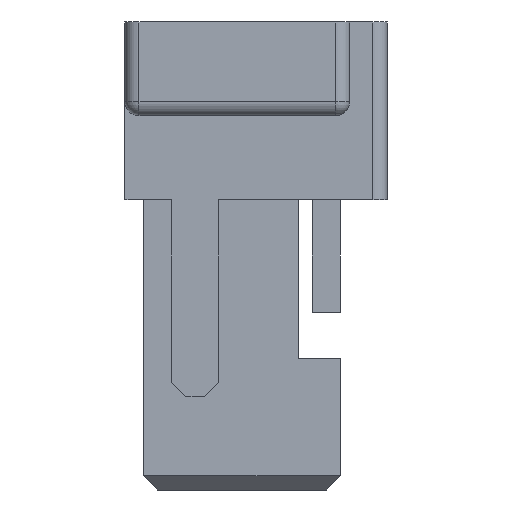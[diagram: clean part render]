
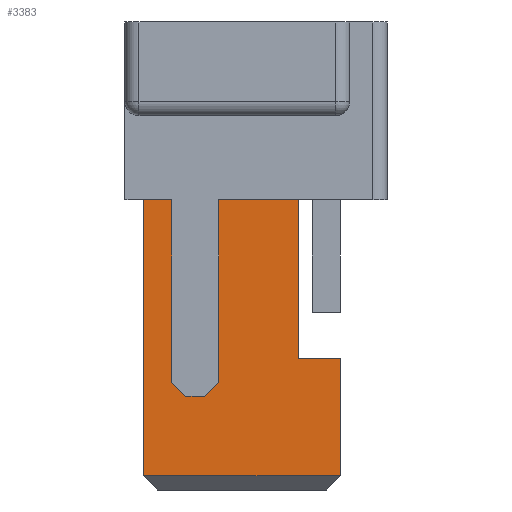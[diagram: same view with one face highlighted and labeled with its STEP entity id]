
A CAD part, left-side view. The second image highlights one B-rep face of the part: STEP entity #3383.
In plain terms, the highlighted planar face has unit normal (-1, 0, 0).
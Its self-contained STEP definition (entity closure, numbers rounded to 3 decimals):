
#153=ORIENTED_EDGE('',*,*,#1070,.F.);
#154=ORIENTED_EDGE('',*,*,#1157,.F.);
#155=ORIENTED_EDGE('',*,*,#1158,.T.);
#156=ORIENTED_EDGE('',*,*,#1159,.F.);
#157=ORIENTED_EDGE('',*,*,#1160,.F.);
#158=ORIENTED_EDGE('',*,*,#1161,.T.);
#159=ORIENTED_EDGE('',*,*,#1162,.F.);
#160=ORIENTED_EDGE('',*,*,#1163,.T.);
#161=ORIENTED_EDGE('',*,*,#1164,.F.);
#162=ORIENTED_EDGE('',*,*,#1165,.F.);
#163=ORIENTED_EDGE('',*,*,#1166,.T.);
#164=ORIENTED_EDGE('',*,*,#1167,.T.);
#1070=EDGE_CURVE('',#1573,#1574,#1895,.T.);
#1157=EDGE_CURVE('',#1658,#1573,#1976,.T.);
#1158=EDGE_CURVE('',#1658,#1659,#1977,.T.);
#1159=EDGE_CURVE('',#1660,#1659,#1978,.T.);
#1160=EDGE_CURVE('',#1661,#1660,#1979,.T.);
#1161=EDGE_CURVE('',#1661,#1662,#1980,.F.);
#1162=EDGE_CURVE('',#1663,#1662,#1981,.T.);
#1163=EDGE_CURVE('',#1663,#1664,#1982,.F.);
#1164=EDGE_CURVE('',#1665,#1664,#1983,.T.);
#1165=EDGE_CURVE('',#1666,#1665,#1984,.T.);
#1166=EDGE_CURVE('',#1666,#1667,#1985,.T.);
#1167=EDGE_CURVE('',#1667,#1574,#1986,.T.);
#1573=VERTEX_POINT('',#4662);
#1574=VERTEX_POINT('',#4663);
#1658=VERTEX_POINT('',#4837);
#1659=VERTEX_POINT('',#4839);
#1660=VERTEX_POINT('',#4841);
#1661=VERTEX_POINT('',#4843);
#1662=VERTEX_POINT('',#4845);
#1663=VERTEX_POINT('',#4847);
#1664=VERTEX_POINT('',#4849);
#1665=VERTEX_POINT('',#4851);
#1666=VERTEX_POINT('',#4853);
#1667=VERTEX_POINT('',#4855);
#1895=LINE('',#4661,#2374);
#1976=LINE('',#4836,#2455);
#1977=LINE('',#4838,#2456);
#1978=LINE('',#4840,#2457);
#1979=LINE('',#4842,#2458);
#1980=LINE('',#4844,#2459);
#1981=LINE('',#4846,#2460);
#1982=LINE('',#4848,#2461);
#1983=LINE('',#4850,#2462);
#1984=LINE('',#4852,#2463);
#1985=LINE('',#4854,#2464);
#1986=LINE('',#4856,#2465);
#2374=VECTOR('',#3778,1000.);
#2455=VECTOR('',#3877,1000.);
#2456=VECTOR('',#3878,1000.);
#2457=VECTOR('',#3879,1000.);
#2458=VECTOR('',#3880,1000.);
#2459=VECTOR('',#3881,1000.);
#2460=VECTOR('',#3882,1000.);
#2461=VECTOR('',#3883,1000.);
#2462=VECTOR('',#3884,1000.);
#2463=VECTOR('',#3885,1000.);
#2464=VECTOR('',#3886,1000.);
#2465=VECTOR('',#3887,1000.);
#2859=EDGE_LOOP('',(#153,#154,#155,#156,#157,#158,#159,#160,#161,#162,#163,
#164));
#3042=FACE_BOUND('',#2859,.T.);
#3222=PLANE('',#3581);
#3383=ADVANCED_FACE('',(#3042),#3222,.T.);
#3581=AXIS2_PLACEMENT_3D('',#4835,#3875,#3876);
#3778=DIRECTION('',(0.,0.,-1.));
#3875=DIRECTION('',(-1.,0.,0.));
#3876=DIRECTION('',(0.,0.,1.));
#3877=DIRECTION('',(0.,-1.,0.));
#3878=DIRECTION('',(0.,0.,1.));
#3879=DIRECTION('',(0.,-1.,0.));
#3880=DIRECTION('',(0.,0.,1.));
#3881=DIRECTION('',(0.,-0.707,0.707));
#3882=DIRECTION('',(0.,-1.,0.));
#3883=DIRECTION('',(0.,-0.707,-0.707));
#3884=DIRECTION('',(0.,0.,-1.));
#3885=DIRECTION('',(0.,-1.,0.));
#3886=DIRECTION('',(0.,0.,-1.));
#3887=DIRECTION('',(0.,-1.,0.));
#4661=CARTESIAN_POINT('',(-1.7,-0.9,0.6));
#4662=CARTESIAN_POINT('',(-1.7,-0.9,-1.1));
#4663=CARTESIAN_POINT('',(-1.7,-0.9,-2.35));
#4835=CARTESIAN_POINT('',(-1.7,0.,0.));
#4836=CARTESIAN_POINT('',(-1.7,-0.45,-1.1));
#4837=CARTESIAN_POINT('',(-1.7,-0.45,-1.1));
#4838=CARTESIAN_POINT('',(-1.7,-0.45,-1.1));
#4839=CARTESIAN_POINT('',(-1.7,-0.45,0.6));
#4840=CARTESIAN_POINT('',(-1.7,0.4,0.6));
#4841=CARTESIAN_POINT('',(-1.7,0.4,0.6));
#4842=CARTESIAN_POINT('',(-1.7,0.4,-1.5));
#4843=CARTESIAN_POINT('',(-1.7,0.4,-1.35));
#4844=CARTESIAN_POINT('',(-1.7,0.4,-1.35));
#4845=CARTESIAN_POINT('',(-1.7,0.55,-1.5));
#4846=CARTESIAN_POINT('',(-1.7,0.9,-1.5));
#4847=CARTESIAN_POINT('',(-1.7,0.75,-1.5));
#4848=CARTESIAN_POINT('',(-1.7,0.75,-1.5));
#4849=CARTESIAN_POINT('',(-1.7,0.9,-1.35));
#4850=CARTESIAN_POINT('',(-1.7,0.9,0.6));
#4851=CARTESIAN_POINT('',(-1.7,0.9,0.6));
#4852=CARTESIAN_POINT('',(-1.7,1.4,0.6));
#4853=CARTESIAN_POINT('',(-1.7,1.2,0.6));
#4854=CARTESIAN_POINT('',(-1.7,1.2,0.6));
#4855=CARTESIAN_POINT('',(-1.7,1.2,-2.35));
#4856=CARTESIAN_POINT('',(-1.7,0.,-2.35));
